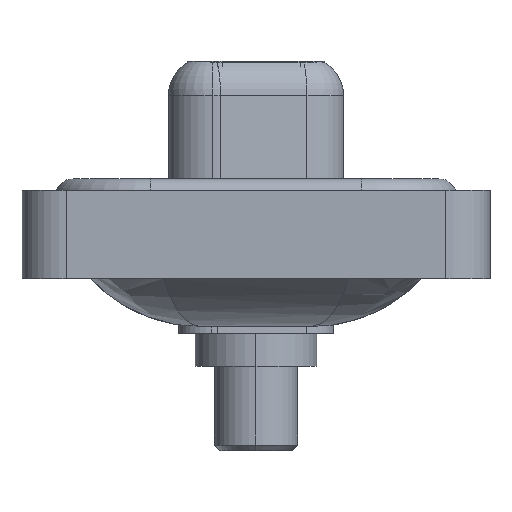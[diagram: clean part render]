
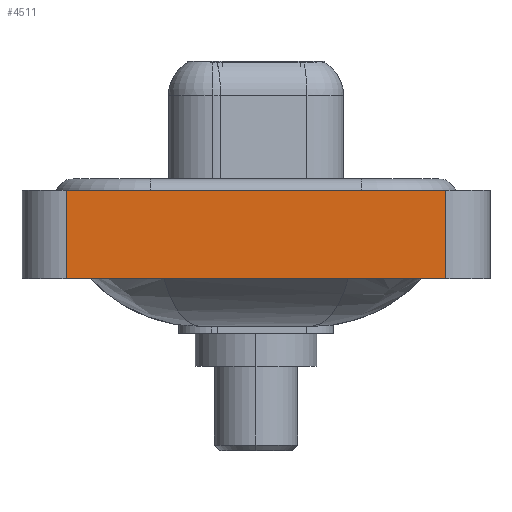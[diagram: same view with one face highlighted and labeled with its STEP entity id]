
A CAD part, left-side view. The second image highlights one B-rep face of the part: STEP entity #4511.
In plain terms, the highlighted planar face has unit normal (-1, 0, 0).
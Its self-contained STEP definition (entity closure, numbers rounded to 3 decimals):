
#736 = EDGE_CURVE ( 'NONE', #9019, #7878, #17388, .T. ) ;
#935 = DIRECTION ( 'NONE',  ( 0., 0., 1. ) ) ;
#1033 = CARTESIAN_POINT ( 'NONE',  ( -7.35, -8.55, -3.6 ) ) ;
#1234 = DIRECTION ( 'NONE',  ( 0., 0., 1. ) ) ;
#1309 = CARTESIAN_POINT ( 'NONE',  ( -7.35, 8.55, -3.6 ) ) ;
#1786 = ORIENTED_EDGE ( 'NONE', *, *, #11369, .F. ) ;
#2989 = VECTOR ( 'NONE', #9277, 1000. ) ;
#4170 = CARTESIAN_POINT ( 'NONE',  ( -7.35, -8.55, -3.6 ) ) ;
#4307 = EDGE_LOOP ( 'NONE', ( #14643, #1786, #15606, #5944 ) ) ;
#4511 = ADVANCED_FACE ( 'NONE', ( #12306 ), #12206, .T. ) ;
#5722 = CARTESIAN_POINT ( 'NONE',  ( -7.35, -8.55, -3.6 ) ) ;
#5734 = CARTESIAN_POINT ( 'NONE',  ( -7.35, 8.55, 0.4 ) ) ;
#5843 = CARTESIAN_POINT ( 'NONE',  ( -7.35, 8.55, -3.6 ) ) ;
#5944 = ORIENTED_EDGE ( 'NONE', *, *, #19432, .T. ) ;
#6508 = CARTESIAN_POINT ( 'NONE',  ( -7.35, -8.55, 0.4 ) ) ;
#6807 = VECTOR ( 'NONE', #1234, 1000. ) ;
#7878 = VERTEX_POINT ( 'NONE', #18363 ) ;
#7881 = VERTEX_POINT ( 'NONE', #5734 ) ;
#9019 = VERTEX_POINT ( 'NONE', #4170 ) ;
#9238 = DIRECTION ( 'NONE',  ( -1., 0., 0. ) ) ;
#9277 = DIRECTION ( 'NONE',  ( 0., -1., 0. ) ) ;
#9493 = LINE ( 'NONE', #18916, #2989 ) ;
#10391 = DIRECTION ( 'NONE',  ( 0., 0., 1. ) ) ;
#11369 = EDGE_CURVE ( 'NONE', #7881, #7878, #11696, .T. ) ;
#11696 = LINE ( 'NONE', #6508, #17928 ) ;
#12206 = PLANE ( 'NONE',  #13069 ) ;
#12306 = FACE_OUTER_BOUND ( 'NONE', #4307, .T. ) ;
#13069 = AXIS2_PLACEMENT_3D ( 'NONE', #1033, #9238, #10391 ) ;
#13993 = LINE ( 'NONE', #5843, #18135 ) ;
#14643 = ORIENTED_EDGE ( 'NONE', *, *, #736, .T. ) ;
#15606 = ORIENTED_EDGE ( 'NONE', *, *, #15913, .F. ) ;
#15913 = EDGE_CURVE ( 'NONE', #16288, #7881, #13993, .T. ) ;
#16288 = VERTEX_POINT ( 'NONE', #1309 ) ;
#17388 = LINE ( 'NONE', #5722, #6807 ) ;
#17928 = VECTOR ( 'NONE', #18067, 1000. ) ;
#18067 = DIRECTION ( 'NONE',  ( 0., -1., 0. ) ) ;
#18135 = VECTOR ( 'NONE', #935, 1000. ) ;
#18363 = CARTESIAN_POINT ( 'NONE',  ( -7.35, -8.55, 0.4 ) ) ;
#18916 = CARTESIAN_POINT ( 'NONE',  ( -7.35, -8.55, -3.6 ) ) ;
#19432 = EDGE_CURVE ( 'NONE', #16288, #9019, #9493, .T. ) ;
